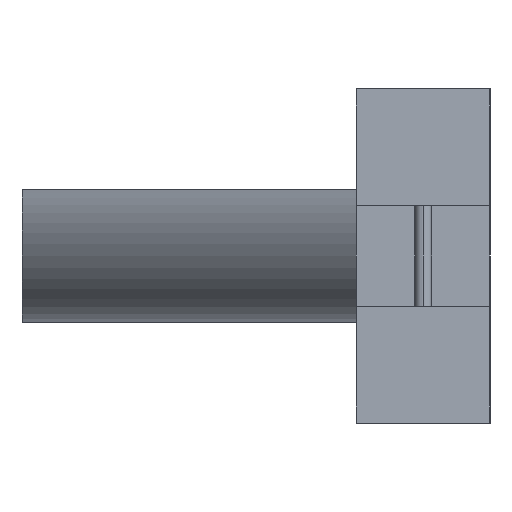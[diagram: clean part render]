
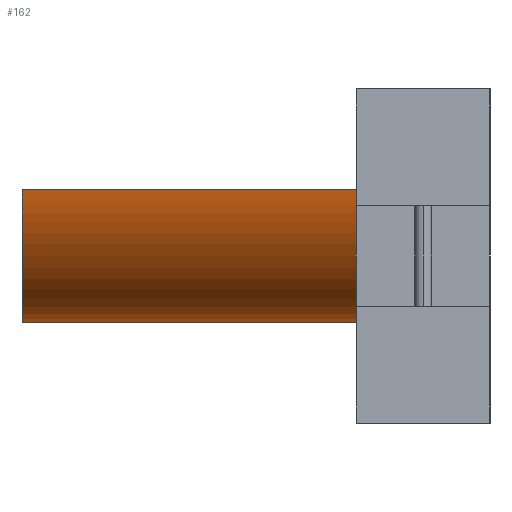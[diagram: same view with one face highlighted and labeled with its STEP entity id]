
A CAD part, left-side view. The second image highlights one B-rep face of the part: STEP entity #162.
In plain terms, the highlighted free-form (B-spline) face has degree [3, 1] with [7, 2] control points.
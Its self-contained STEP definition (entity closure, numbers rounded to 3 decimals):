
#7 = CIRCLE ( 'NONE', #27, 40. ) ;
#27 = AXIS2_PLACEMENT_3D ( 'NONE', #544, #95, #157 ) ;
#56 = DIRECTION ( 'NONE',  ( 0., 1., 0. ) ) ;
#70 = CARTESIAN_POINT ( 'NONE',  ( 1050., 280., -100. ) ) ;
#80 = EDGE_CURVE ( 'NONE', #506, #393, #156, .T. ) ;
#95 = DIRECTION ( 'NONE',  ( 0., 1., 0. ) ) ;
#105 = CARTESIAN_POINT ( 'NONE',  ( 930., 80., -60. ) ) ;
#113 = CARTESIAN_POINT ( 'NONE',  ( 1050., 280., -140. ) ) ;
#121 = ORIENTED_EDGE ( 'NONE', *, *, #80, .F. ) ;
#137 = CARTESIAN_POINT ( 'NONE',  ( 850., 80., -140. ) ) ;
#150 = EDGE_LOOP ( 'NONE', ( #121, #287, #579, #257 ) ) ;
#156 = B_SPLINE_CURVE_WITH_KNOTS ( 'NONE', 1,
 ( #226, #113 ),
 .UNSPECIFIED., .F., .F.,
 ( 2, 2 ),
 ( 0., 1. ),
 .UNSPECIFIED. ) ;
#157 = DIRECTION ( 'NONE',  ( 0., 0., 1. ) ) ;
#161 = CARTESIAN_POINT ( 'NONE',  ( 850., 80., -140. ) ) ;
#162 = ADVANCED_FACE ( 'NONE', ( #493 ), #644, .T. ) ;
#217 = CARTESIAN_POINT ( 'NONE',  ( 930., 80., -140. ) ) ;
#226 = CARTESIAN_POINT ( 'NONE',  ( 850., 80., -140. ) ) ;
#227 = VERTEX_POINT ( 'NONE', #293 ) ;
#254 = VERTEX_POINT ( 'NONE', #612 ) ;
#257 = ORIENTED_EDGE ( 'NONE', *, *, #728, .F. ) ;
#280 = EDGE_CURVE ( 'NONE', #227, #254, #633, .T. ) ;
#287 = ORIENTED_EDGE ( 'NONE', *, *, #667, .T. ) ;
#293 = CARTESIAN_POINT ( 'NONE',  ( 850., 80., -60. ) ) ;
#325 = CARTESIAN_POINT ( 'NONE',  ( 1050., 280., -60. ) ) ;
#358 = CARTESIAN_POINT ( 'NONE',  ( 850., 80., -60. ) ) ;
#380 = CARTESIAN_POINT ( 'NONE',  ( 1050., 280., -140. ) ) ;
#386 = CARTESIAN_POINT ( 'NONE',  ( 970., 280., -60. ) ) ;
#388 = CARTESIAN_POINT ( 'NONE',  ( 1050., 280., -60. ) ) ;
#390 = CIRCLE ( 'NONE', #596, 40. ) ;
#393 = VERTEX_POINT ( 'NONE', #497 ) ;
#435 = CARTESIAN_POINT ( 'NONE',  ( 970., 280., -140. ) ) ;
#439 = CARTESIAN_POINT ( 'NONE',  ( 850., 80., -60. ) ) ;
#493 = FACE_OUTER_BOUND ( 'NONE', #150, .T. ) ;
#494 = CARTESIAN_POINT ( 'NONE',  ( 1130., 280., -140. ) ) ;
#497 = CARTESIAN_POINT ( 'NONE',  ( 1050., 280., -140. ) ) ;
#506 = VERTEX_POINT ( 'NONE', #137 ) ;
#544 = CARTESIAN_POINT ( 'NONE',  ( 850., 80., -100. ) ) ;
#557 = CARTESIAN_POINT ( 'NONE',  ( 1130., 280., -60. ) ) ;
#579 = ORIENTED_EDGE ( 'NONE', *, *, #280, .T. ) ;
#596 = AXIS2_PLACEMENT_3D ( 'NONE', #70, #56, #673 ) ;
#605 = CARTESIAN_POINT ( 'NONE',  ( 850., 80., -60. ) ) ;
#607 = CARTESIAN_POINT ( 'NONE',  ( 770., 80., -140. ) ) ;
#612 = CARTESIAN_POINT ( 'NONE',  ( 1050., 280., -60. ) ) ;
#633 = B_SPLINE_CURVE_WITH_KNOTS ( 'NONE', 1,
 ( #358, #731 ),
 .UNSPECIFIED., .F., .F.,
 ( 2, 2 ),
 ( 0., 1. ),
 .UNSPECIFIED. ) ;
#644 =( BOUNDED_SURFACE ( )  B_SPLINE_SURFACE ( 3, 1, ( 
 ( #605, #388 ),
 ( #105, #557 ),
 ( #217, #494 ),
 ( #161, #380 ),
 ( #607, #435 ),
 ( #725, #386 ),
 ( #439, #325 ) ),
 .UNSPECIFIED., .T., .F., .F. ) 
 B_SPLINE_SURFACE_WITH_KNOTS ( ( 4, 3, 4 ),
 ( 2, 2 ),
 ( 0., 0.5, 1. ),
 ( 0., 1. ),
 .UNSPECIFIED. ) 
 GEOMETRIC_REPRESENTATION_ITEM ( )  RATIONAL_B_SPLINE_SURFACE ( (
 ( 1., 1.),
 ( 0.333, 0.333),
 ( 0.333, 0.333),
 ( 1., 1.),
 ( 0.333, 0.333),
 ( 0.333, 0.333),
 ( 1., 1.) ) ) 
 REPRESENTATION_ITEM ( '' )  SURFACE ( )  );
#667 = EDGE_CURVE ( 'NONE', #506, #227, #7, .T. ) ;
#673 = DIRECTION ( 'NONE',  ( 0., 0., 1. ) ) ;
#725 = CARTESIAN_POINT ( 'NONE',  ( 770., 80., -60. ) ) ;
#728 = EDGE_CURVE ( 'NONE', #393, #254, #390, .T. ) ;
#731 = CARTESIAN_POINT ( 'NONE',  ( 1050., 280., -60. ) ) ;
